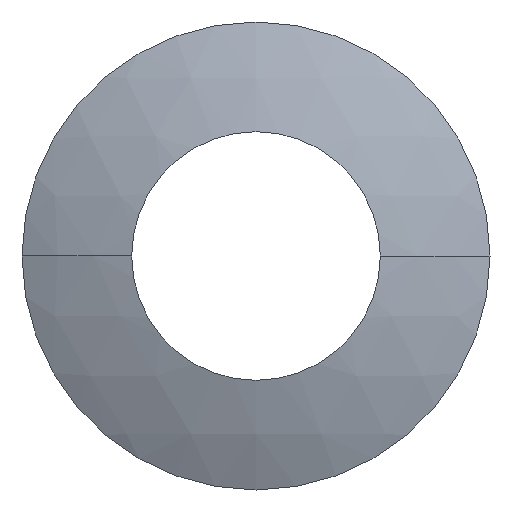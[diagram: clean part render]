
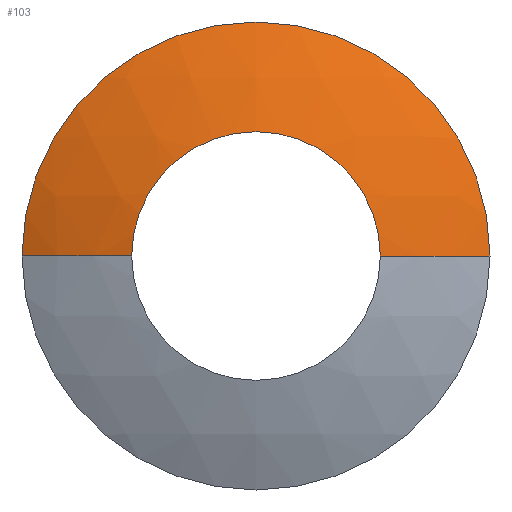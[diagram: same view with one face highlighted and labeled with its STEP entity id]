
A CAD part, front view. The second image highlights one B-rep face of the part: STEP entity #103.
In plain terms, the highlighted spherical face has radius 57 mm.
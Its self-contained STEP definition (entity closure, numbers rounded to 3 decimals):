
#6 = FACE_OUTER_BOUND ( 'NONE', #172, .T. ) ;
#7 = CARTESIAN_POINT ( 'NONE',  ( 0., 58.056, 0. ) ) ;
#14 = SPHERICAL_SURFACE ( 'NONE', #79, 57. ) ;
#26 = CARTESIAN_POINT ( 'NONE',  ( 0., 6.355, 24. ) ) ;
#37 = ORIENTED_EDGE ( 'NONE', *, *, #111, .F. ) ;
#38 = VERTEX_POINT ( 'NONE', #151 ) ;
#54 = VERTEX_POINT ( 'NONE', #142 ) ;
#63 = DIRECTION ( 'NONE',  ( 0., 0., -1. ) ) ;
#64 = DIRECTION ( 'NONE',  ( 0., -1., 0. ) ) ;
#65 = CARTESIAN_POINT ( 'NONE',  ( 0., 2.5, 0. ) ) ;
#66 = AXIS2_PLACEMENT_3D ( 'NONE', #65, #64, #63 ) ;
#67 = CARTESIAN_POINT ( 'NONE',  ( 0., 2.5, 12.75 ) ) ;
#68 = CARTESIAN_POINT ( 'NONE',  ( -12.75, 2.5, 0. ) ) ;
#69 = DIRECTION ( 'NONE',  ( 1., 0., 0. ) ) ;
#70 = DIRECTION ( 'NONE',  ( 0., 0., 1. ) ) ;
#71 = CIRCLE ( 'NONE', #66, 12.75 ) ;
#72 = DIRECTION ( 'NONE',  ( 0., 0., -1. ) ) ;
#73 = DIRECTION ( 'NONE',  ( 0., -1., 0. ) ) ;
#74 = CARTESIAN_POINT ( 'NONE',  ( 0., 6.355, 0. ) ) ;
#75 = AXIS2_PLACEMENT_3D ( 'NONE', #74, #73, #72 ) ;
#79 = AXIS2_PLACEMENT_3D ( 'NONE', #7, #70, #69 ) ;
#80 = CIRCLE ( 'NONE', #75, 24. ) ;
#100 = EDGE_CURVE ( 'NONE', #101, #54, #80, .T. ) ;
#101 = VERTEX_POINT ( 'NONE', #26 ) ;
#103 = ADVANCED_FACE ( 'NONE', ( #6 ), #14, .T. ) ;
#104 = ORIENTED_EDGE ( 'NONE', *, *, #173, .T. ) ;
#105 = ORIENTED_EDGE ( 'NONE', *, *, #115, .F. ) ;
#106 = ORIENTED_EDGE ( 'NONE', *, *, #107, .F. ) ;
#107 = EDGE_CURVE ( 'NONE', #108, #110, #71, .T. ) ;
#108 = VERTEX_POINT ( 'NONE', #67 ) ;
#110 = VERTEX_POINT ( 'NONE', #68 ) ;
#111 = EDGE_CURVE ( 'NONE', #112, #108, #213, .T. ) ;
#112 = VERTEX_POINT ( 'NONE', #190 ) ;
#115 = EDGE_CURVE ( 'NONE', #38, #112, #250, .T. ) ;
#117 = EDGE_CURVE ( 'NONE', #38, #101, #220, .T. ) ;
#118 = ORIENTED_EDGE ( 'NONE', *, *, #117, .T. ) ;
#142 = CARTESIAN_POINT ( 'NONE',  ( -24., 6.355, 0. ) ) ;
#151 = CARTESIAN_POINT ( 'NONE',  ( 24., 6.355, 0. ) ) ;
#170 = ORIENTED_EDGE ( 'NONE', *, *, #100, .T. ) ;
#172 = EDGE_LOOP ( 'NONE', ( #170, #104, #106, #37, #105, #118 ) ) ;
#173 = EDGE_CURVE ( 'NONE', #54, #110, #205, .T. ) ;
#190 = CARTESIAN_POINT ( 'NONE',  ( 12.75, 2.5, 0. ) ) ;
#195 = DIRECTION ( 'NONE',  ( 0., 0., -1. ) ) ;
#196 = DIRECTION ( 'NONE',  ( 0., -1., 0. ) ) ;
#197 = AXIS2_PLACEMENT_3D ( 'NONE', #224, #196, #195 ) ;
#199 = DIRECTION ( 'NONE',  ( -1., 0., 0. ) ) ;
#200 = DIRECTION ( 'NONE',  ( 0., 0., -1. ) ) ;
#201 = CARTESIAN_POINT ( 'NONE',  ( 0., 58.056, 0. ) ) ;
#202 = AXIS2_PLACEMENT_3D ( 'NONE', #201, #200, #199 ) ;
#205 = CIRCLE ( 'NONE', #234, 57. ) ;
#207 = DIRECTION ( 'NONE',  ( 0., 0., -1. ) ) ;
#208 = DIRECTION ( 'NONE',  ( 0., -1., 0. ) ) ;
#209 = CARTESIAN_POINT ( 'NONE',  ( 0., 2.5, 0. ) ) ;
#210 = AXIS2_PLACEMENT_3D ( 'NONE', #209, #208, #207 ) ;
#213 = CIRCLE ( 'NONE', #210, 12.75 ) ;
#220 = CIRCLE ( 'NONE', #197, 24. ) ;
#224 = CARTESIAN_POINT ( 'NONE',  ( 0., 6.355, 0. ) ) ;
#231 = DIRECTION ( 'NONE',  ( 1., 0., 0. ) ) ;
#232 = DIRECTION ( 'NONE',  ( 0., 0., 1. ) ) ;
#233 = CARTESIAN_POINT ( 'NONE',  ( 0., 58.056, 0. ) ) ;
#234 = AXIS2_PLACEMENT_3D ( 'NONE', #233, #232, #231 ) ;
#250 = CIRCLE ( 'NONE', #202, 57. ) ;
